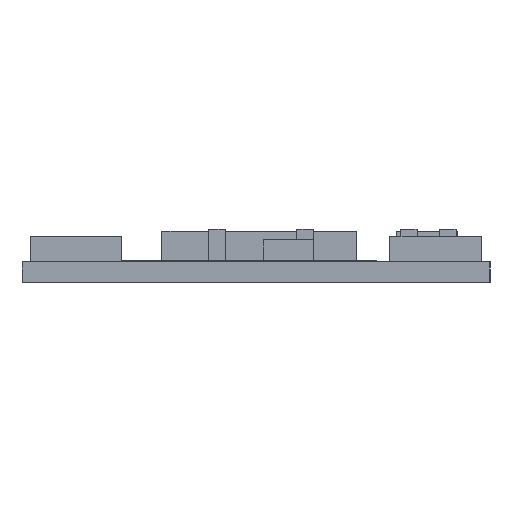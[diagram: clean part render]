
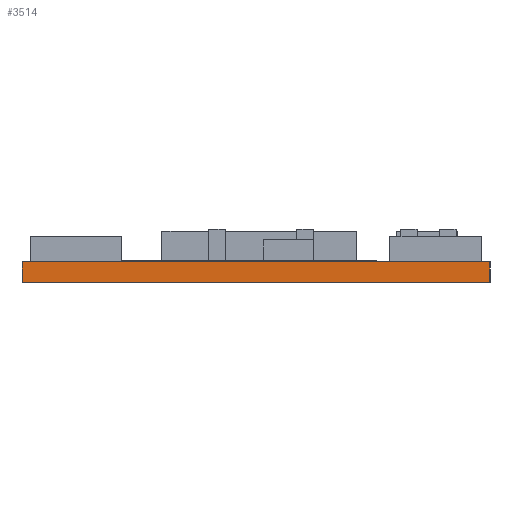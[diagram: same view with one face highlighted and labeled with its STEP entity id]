
A CAD part, left-side view. The second image highlights one B-rep face of the part: STEP entity #3514.
In plain terms, the highlighted planar face has unit normal (-1, 0, 0).
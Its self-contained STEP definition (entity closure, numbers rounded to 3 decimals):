
#464=PLANE('',#4006);
#632=FACE_OUTER_BOUND('',#800,.T.);
#800=EDGE_LOOP('',(#2761,#2762,#2763,#2764));
#1126=LINE('',#5744,#1394);
#1134=LINE('',#5759,#1402);
#1135=LINE('',#5761,#1403);
#1136=LINE('',#5762,#1404);
#1394=VECTOR('',#4745,10.);
#1402=VECTOR('',#4757,10.);
#1403=VECTOR('',#4760,10.);
#1404=VECTOR('',#4761,10.);
#1882=VERTEX_POINT('',#5741);
#1883=VERTEX_POINT('',#5743);
#1887=VERTEX_POINT('',#5755);
#1888=VERTEX_POINT('',#5757);
#2246=EDGE_CURVE('',#1882,#1883,#1126,.T.);
#2254=EDGE_CURVE('',#1887,#1888,#1134,.T.);
#2255=EDGE_CURVE('',#1882,#1887,#1135,.T.);
#2256=EDGE_CURVE('',#1883,#1888,#1136,.T.);
#2761=ORIENTED_EDGE('',*,*,#2255,.T.);
#2762=ORIENTED_EDGE('',*,*,#2254,.T.);
#2763=ORIENTED_EDGE('',*,*,#2256,.F.);
#2764=ORIENTED_EDGE('',*,*,#2246,.F.);
#3514=ADVANCED_FACE('',(#632),#464,.T.);
#4006=AXIS2_PLACEMENT_3D('',#5760,#4758,#4759);
#4745=DIRECTION('',(0.,0.,1.));
#4757=DIRECTION('',(0.,0.,1.));
#4758=DIRECTION('center_axis',(-1.,0.,0.));
#4759=DIRECTION('ref_axis',(0.,-1.,0.));
#4760=DIRECTION('',(0.,-1.,0.));
#4761=DIRECTION('',(0.,-1.,0.));
#5741=CARTESIAN_POINT('',(0.,35.042,0.));
#5743=CARTESIAN_POINT('',(0.,35.042,1.57));
#5744=CARTESIAN_POINT('',(0.,35.042,0.));
#5755=CARTESIAN_POINT('',(0.,0.,0.));
#5757=CARTESIAN_POINT('',(0.,0.,1.57));
#5759=CARTESIAN_POINT('',(0.,0.,0.));
#5760=CARTESIAN_POINT('Origin',(0.,35.042,0.));
#5761=CARTESIAN_POINT('',(0.,35.042,0.));
#5762=CARTESIAN_POINT('',(0.,35.042,1.57));
